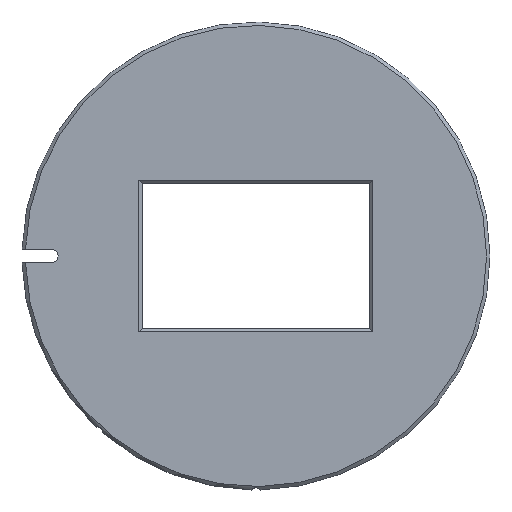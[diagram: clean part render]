
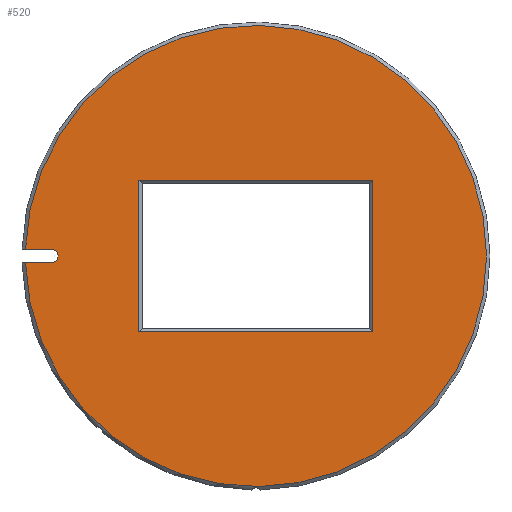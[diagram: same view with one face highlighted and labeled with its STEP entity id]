
A CAD part, top view. The second image highlights one B-rep face of the part: STEP entity #520.
In plain terms, the highlighted planar face has unit normal (0, 0, 1).
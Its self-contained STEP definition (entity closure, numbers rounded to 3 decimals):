
#445=CARTESIAN_POINT('',(0.,150.,0.));
#446=DIRECTION('',(0.,0.,-1.));
#447=DIRECTION('',(0.,-1.,0.));
#448=AXIS2_PLACEMENT_3D('',#445,#446,#447);
#449=PLANE('',#448);
#450=CARTESIAN_POINT('',(70.25,151.,0.));
#451=VERTEX_POINT('',#450);
#452=CARTESIAN_POINT('',(66.515,151.,0.));
#453=VERTEX_POINT('',#452);
#454=CARTESIAN_POINT('',(70.25,151.,0.));
#455=DIRECTION('',(-1.,-0.,0.));
#456=VECTOR('',#455,3.735);
#457=LINE('',#454,#456);
#458=EDGE_CURVE('',#451,#453,#457,.T.);
#459=ORIENTED_EDGE('',*,*,#458,.F.);
#460=CARTESIAN_POINT('',(70.25,149.,0.));
#461=VERTEX_POINT('',#460);
#462=CARTESIAN_POINT('',(70.25,150.,0.));
#463=DIRECTION('',(0.,0.,-1.));
#464=DIRECTION('',(-1.,0.,0.));
#465=AXIS2_PLACEMENT_3D('',#462,#463,#464);
#466=CIRCLE('',#465,1.);
#467=EDGE_CURVE('',#451,#461,#466,.T.);
#468=ORIENTED_EDGE('',*,*,#467,.T.);
#469=CARTESIAN_POINT('',(66.515,149.,0.));
#470=VERTEX_POINT('',#469);
#471=CARTESIAN_POINT('',(66.515,149.,0.));
#472=DIRECTION('',(1.,0.,0.));
#473=VECTOR('',#472,3.735);
#474=LINE('',#471,#473);
#475=EDGE_CURVE('',#470,#461,#474,.T.);
#476=ORIENTED_EDGE('',*,*,#475,.F.);
#477=CARTESIAN_POINT('',(100.,150.,0.));
#478=DIRECTION('',(-0.,-0.,1.));
#479=DIRECTION('',(-1.,0.,0.));
#480=AXIS2_PLACEMENT_3D('',#477,#478,#479);
#481=CIRCLE('',#480,33.5);
#482=EDGE_CURVE('',#470,#453,#481,.T.);
#483=ORIENTED_EDGE('',*,*,#482,.T.);
#484=EDGE_LOOP('',(#459,#468,#476,#483));
#485=FACE_BOUND('',#484,.T.);
#486=CARTESIAN_POINT('',(83.,139.,0.));
#487=VERTEX_POINT('',#486);
#488=CARTESIAN_POINT('',(83.,161.,0.));
#489=VERTEX_POINT('',#488);
#490=CARTESIAN_POINT('',(83.,139.,0.));
#491=DIRECTION('',(0.,1.,0.));
#492=VECTOR('',#491,22.);
#493=LINE('',#490,#492);
#494=EDGE_CURVE('',#487,#489,#493,.T.);
#495=ORIENTED_EDGE('',*,*,#494,.T.);
#496=CARTESIAN_POINT('',(117.,161.,0.));
#497=VERTEX_POINT('',#496);
#498=CARTESIAN_POINT('',(83.,161.,0.));
#499=DIRECTION('',(1.,0.,-0.));
#500=VECTOR('',#499,34.);
#501=LINE('',#498,#500);
#502=EDGE_CURVE('',#489,#497,#501,.T.);
#503=ORIENTED_EDGE('',*,*,#502,.T.);
#504=CARTESIAN_POINT('',(117.,139.,0.));
#505=VERTEX_POINT('',#504);
#506=CARTESIAN_POINT('',(117.,161.,0.));
#507=DIRECTION('',(0.,-1.,0.));
#508=VECTOR('',#507,22.);
#509=LINE('',#506,#508);
#510=EDGE_CURVE('',#497,#505,#509,.T.);
#511=ORIENTED_EDGE('',*,*,#510,.T.);
#512=CARTESIAN_POINT('',(117.,139.,0.));
#513=DIRECTION('',(-1.,0.,0.));
#514=VECTOR('',#513,34.);
#515=LINE('',#512,#514);
#516=EDGE_CURVE('',#505,#487,#515,.T.);
#517=ORIENTED_EDGE('',*,*,#516,.T.);
#518=EDGE_LOOP('',(#495,#503,#511,#517));
#519=FACE_BOUND('',#518,.T.);
#520=ADVANCED_FACE('',(#485,#519),#449,.F.);
